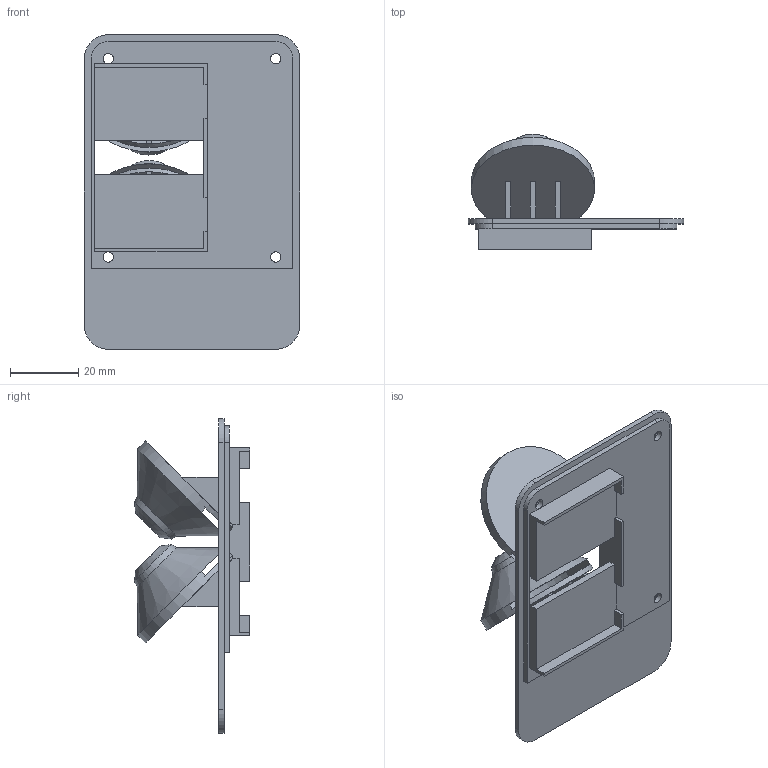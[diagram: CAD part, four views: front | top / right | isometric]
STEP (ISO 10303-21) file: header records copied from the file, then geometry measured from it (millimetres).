
FILE_DESCRIPTION(/* description */ (''),/* implementation_level */ '2;1');
FILE_NAME(/* name */ 'MouseGoggles 1.0 RaspberryPiCaseFrontV4 v3.step',/* time_stamp */ '2024-01-19T05:21:32-05:00',/* author */ (''),/* organization */ (''),/* preprocessor_version */ 'ST-DEVELOPER v20',/* originating_system */ 'Autodesk Translation Framework v12.14.0.127',/* authorisation */ '');
FILE_SCHEMA (('AUTOMOTIVE_DESIGN { 1 0 10303 214 3 1 1 }'));
Length unit declared in the file: millimetre
Products named in the file (3): MouseGoggles 1.0 RaspberryPiCaseFrontV4; MouseEyepieceRight_V3; MouseEyepieceLeft_V3
Assembly tree (2 placements, depth 2):
  MouseGoggles 1.0 RaspberryPiCaseFrontV4
    MouseEyepieceRight_V3
    MouseEyepieceLeft_V3
Bounding box: 63 x 33.72 x 92 mm (x, y, z)
Volume: 22199.7 mm3; surface area: 25089.4 mm2
Topology: 3 solids, 3 shells, 143 faces, 358 edges, 228 vertices
Faces by surface type: plane 107, cylinder 26, cone 10
Full cylindrical faces by diameter (mm): 3 x4, 6 x4, 36 x2
Entity records: 4353 total; most frequent: DIRECTION 742, CARTESIAN_POINT 734, ORIENTED_EDGE 716, EDGE_CURVE 358, LINE 270, VECTOR 270, AXIS2_PLACEMENT_3D 236, VERTEX_POINT 228
